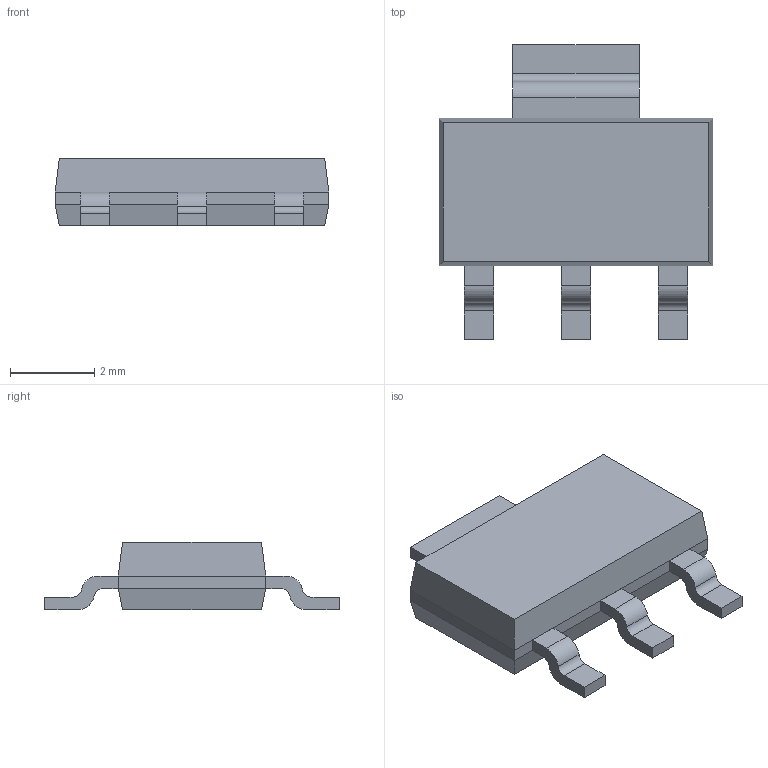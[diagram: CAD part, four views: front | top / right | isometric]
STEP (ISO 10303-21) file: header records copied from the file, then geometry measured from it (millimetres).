
FILE_DESCRIPTION(('FreeCAD Model'),'2;1');
FILE_NAME('sot223.stp', '2015-11-30T20:20:32',('Author'),(''), 'Open CASCADE STEP processor 6.7','FreeCAD','Unknown');
FILE_SCHEMA(('AUTOMOTIVE_DESIGN_CC2 { 1 2 10303 214 -1 1 5 4 }'));
Length unit declared in the file: millimetre
Products named in the file (4): ASSEMBLY; Array; Fillet003; Chamfer
Assembly tree (3 placements, depth 2):
  ASSEMBLY
    Array
    Fillet003
    Chamfer
Bounding box: 6.5 x 7 x 1.6 mm (x, y, z)
Volume: 38.3 mm3; surface area: 101.9 mm2
Topology: 5 solids, 5 shells, 62 faces, 148 edges, 96 vertices
Faces by surface type: plane 46, cylinder 8, bspline 8
Entity records: 8606 total; most frequent: CARTESIAN_POINT 5622, DIRECTION 492, LINE 332, VECTOR 332, ORIENTED_EDGE 296, PCURVE 296, DEFINITIONAL_REPRESENTATION 296, EDGE_CURVE 148
